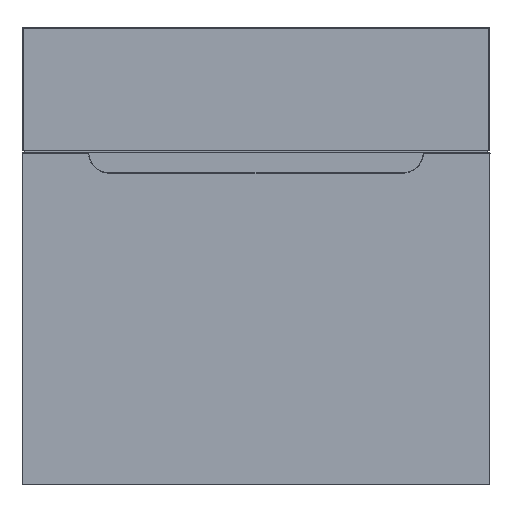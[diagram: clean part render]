
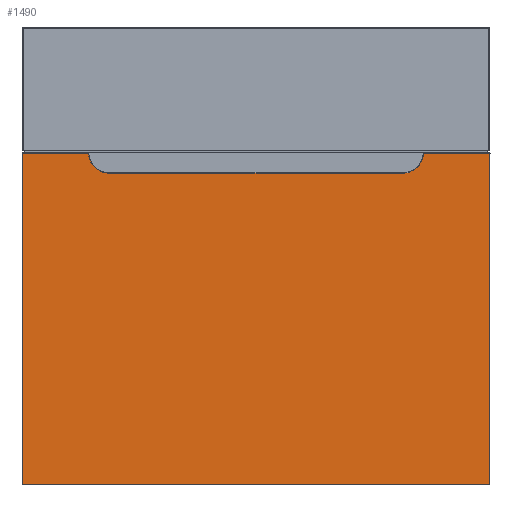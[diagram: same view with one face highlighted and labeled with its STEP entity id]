
A CAD part, front view. The second image highlights one B-rep face of the part: STEP entity #1490.
In plain terms, the highlighted face is planar.
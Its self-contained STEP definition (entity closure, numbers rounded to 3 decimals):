
#272=(
BOUNDED_CURVE()
B_SPLINE_CURVE(2,(#17553,#17554,#17555),.UNSPECIFIED.,.F.,.F.)
B_SPLINE_CURVE_WITH_KNOTS((3,3),(-47.409,0.),.UNSPECIFIED.)
CURVE()
GEOMETRIC_REPRESENTATION_ITEM()
RATIONAL_B_SPLINE_CURVE((1.,0.713,1.))
REPRESENTATION_ITEM('')
);
#273=(
BOUNDED_CURVE()
B_SPLINE_CURVE(2,(#17558,#17559,#17560),.UNSPECIFIED.,.F.,.F.)
B_SPLINE_CURVE_WITH_KNOTS((3,3),(-47.409,0.),.UNSPECIFIED.)
CURVE()
GEOMETRIC_REPRESENTATION_ITEM()
RATIONAL_B_SPLINE_CURVE((1.,0.713,1.))
REPRESENTATION_ITEM('')
);
#1490=ADVANCED_FACE('',(#2352),#12259,.T.);
#2352=FACE_OUTER_BOUND('',#3216,.T.);
#3216=EDGE_LOOP('',(#4458,#4459,#4460,#4461,#4462,#4463,#4464,#4465));
#4458=ORIENTED_EDGE('',*,*,#8170,.F.);
#4459=ORIENTED_EDGE('',*,*,#8178,.T.);
#4460=ORIENTED_EDGE('',*,*,#8177,.T.);
#4461=ORIENTED_EDGE('',*,*,#8176,.T.);
#4462=ORIENTED_EDGE('',*,*,#8175,.T.);
#4463=ORIENTED_EDGE('',*,*,#8174,.T.);
#4464=ORIENTED_EDGE('',*,*,#8173,.T.);
#4465=ORIENTED_EDGE('',*,*,#8153,.F.);
#8153=EDGE_CURVE('',#11160,#11164,#10047,.T.);
#8170=EDGE_CURVE('',#11176,#11160,#10062,.T.);
#8173=EDGE_CURVE('',#11177,#11164,#272,.T.);
#8174=EDGE_CURVE('',#11178,#11177,#10063,.T.);
#8175=EDGE_CURVE('',#11179,#11178,#273,.T.);
#8176=EDGE_CURVE('',#11180,#11179,#10064,.T.);
#8177=EDGE_CURVE('',#11181,#11180,#10065,.T.);
#8178=EDGE_CURVE('',#11176,#11181,#10066,.T.);
#10047=B_SPLINE_CURVE_WITH_KNOTS('',1,(#17500,#17501),.UNSPECIFIED.,.F.,
 .F.,(2,2),(-99.004,0.),.UNSPECIFIED.);
#10062=B_SPLINE_CURVE_WITH_KNOTS('',1,(#17545,#17546),.UNSPECIFIED.,.F.,
 .F.,(2,2),(-496.,0.),.UNSPECIFIED.);
#10063=B_SPLINE_CURVE_WITH_KNOTS('',1,(#17556,#17557),.UNSPECIFIED.,.F.,
 .F.,(2,2),(-440.,0.),.UNSPECIFIED.);
#10064=B_SPLINE_CURVE_WITH_KNOTS('',1,(#17561,#17562),.UNSPECIFIED.,.F.,
 .F.,(2,2),(-99.004,0.),.UNSPECIFIED.);
#10065=B_SPLINE_CURVE_WITH_KNOTS('',1,(#17563,#17564),.UNSPECIFIED.,.F.,
 .F.,(2,2),(-496.,0.),.UNSPECIFIED.);
#10066=B_SPLINE_CURVE_WITH_KNOTS('',1,(#17565,#17566),.UNSPECIFIED.,.F.,
 .F.,(2,2),(-699.,0.),.UNSPECIFIED.);
#11160=VERTEX_POINT('',#17440);
#11164=VERTEX_POINT('',#17444);
#11176=VERTEX_POINT('',#17456);
#11177=VERTEX_POINT('',#17457);
#11178=VERTEX_POINT('',#17458);
#11179=VERTEX_POINT('',#17459);
#11180=VERTEX_POINT('',#17460);
#11181=VERTEX_POINT('',#17461);
#12259=PLANE('',#13213);
#13213=AXIS2_PLACEMENT_3D('',#16241,#13831,$);
#13831=DIRECTION('',(0.,0.,1.));
#16241=CARTESIAN_POINT('',(-420.526,-298.726,18.));
#17440=CARTESIAN_POINT('',(-349.5,248.,18.));
#17444=CARTESIAN_POINT('',(-250.496,248.,18.));
#17456=CARTESIAN_POINT('',(-349.5,-248.,18.));
#17457=CARTESIAN_POINT('',(-220.,218.,18.));
#17458=CARTESIAN_POINT('',(220.,218.,18.));
#17459=CARTESIAN_POINT('',(250.496,248.,18.));
#17460=CARTESIAN_POINT('',(349.5,248.,18.));
#17461=CARTESIAN_POINT('',(349.5,-248.,18.));
#17500=CARTESIAN_POINT('',(-349.5,248.,18.));
#17501=CARTESIAN_POINT('',(-250.496,248.,18.));
#17545=CARTESIAN_POINT('',(-349.5,-248.,18.));
#17546=CARTESIAN_POINT('',(-349.5,248.,18.));
#17553=CARTESIAN_POINT('',(-220.,218.,18.));
#17554=CARTESIAN_POINT('',(-250.004,218.,18.));
#17555=CARTESIAN_POINT('',(-250.496,248.,18.));
#17556=CARTESIAN_POINT('',(220.,218.,18.));
#17557=CARTESIAN_POINT('',(-220.,218.,18.));
#17558=CARTESIAN_POINT('',(250.496,248.,18.));
#17559=CARTESIAN_POINT('',(250.004,218.,18.));
#17560=CARTESIAN_POINT('',(220.,218.,18.));
#17561=CARTESIAN_POINT('',(349.5,248.,18.));
#17562=CARTESIAN_POINT('',(250.496,248.,18.));
#17563=CARTESIAN_POINT('',(349.5,-248.,18.));
#17564=CARTESIAN_POINT('',(349.5,248.,18.));
#17565=CARTESIAN_POINT('',(-349.5,-248.,18.));
#17566=CARTESIAN_POINT('',(349.5,-248.,18.));
